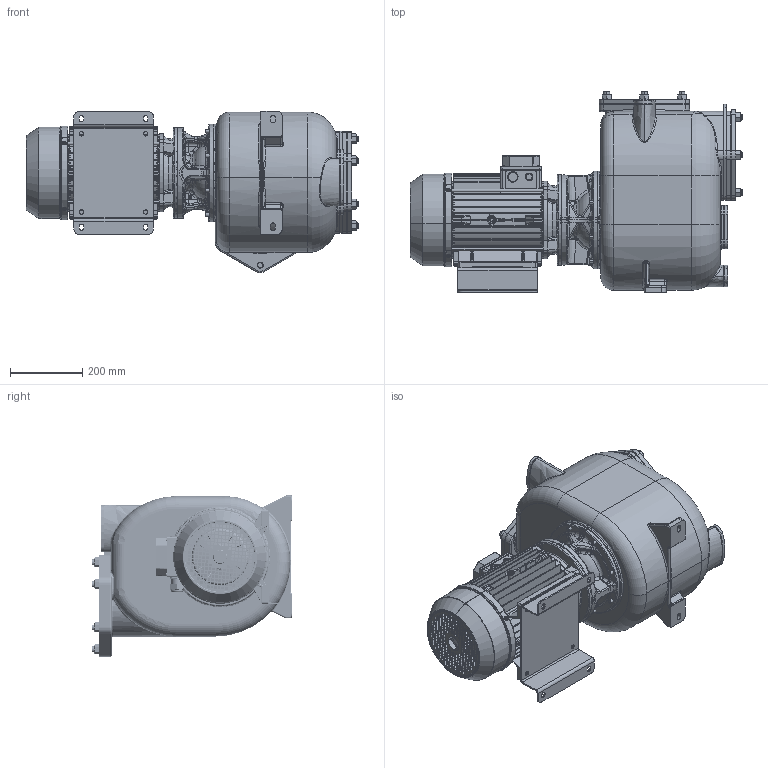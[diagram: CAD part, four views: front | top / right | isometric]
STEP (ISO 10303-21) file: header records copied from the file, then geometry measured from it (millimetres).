
FILE_DESCRIPTION((''),'2;1');
FILE_NAME('S150_T_ASM','2020-08-03T16:26:23',('Nicola'),(''),'CREO PARAMETRIC BY PTC INC, 2019471','CREO PARAMETRIC BY PTC INC, 2019471','');
FILE_SCHEMA(('AUTOMOTIVE_DESIGN { 1 0 10303 214 1 1 1 1 }'));
Products named in the file (22): CORPO_S150_G; GUARNIZIONE_CORPO_S_85_E; GUARNIZIONE_FLANGIA_S150_N; FLANGIA_S150_S; PRIG_M16X35_S; DADO_MEDIO_PG_M16; FLANGIA_MAND_S150_G_R6_ASM; VALVOLA_S150_N_; PORTAVALVOLA_S150_G_R6; PRIG_M16X50_S; PORTAVALVOLA_S150_G_R6_ASM; PORTAMOTORE_S150_3_II_G; DBA_PORTAM_TENUTA_D40_3_S150_ASM; GUARNIZIONE_PORTINA_S_40_V; GUARN_PORTINA_S100_V; PORTINA_S_40_S; PORTINA_S100_S; PRIG_M10X22_S; S150_G_ASM; MOTORE_SOGA_MO_132M_T114_B3; PIEDE_MOTORE_S_150_132M_S; S150_T_ASM
Assembly tree (52 placements, depth 4):
  S150_T_ASM
    S150_G_ASM
      CORPO_S150_G
      GUARNIZIONE_CORPO_S_85_E
      FLANGIA_MAND_S150_G_R6_ASM
        GUARNIZIONE_FLANGIA_S150_N
        FLANGIA_S150_S
        PRIG_M16X35_S  x6
        DADO_MEDIO_PG_M16  x6
      PORTAVALVOLA_S150_G_R6_ASM
        VALVOLA_S150_N_
        PORTAVALVOLA_S150_G_R6
        GUARNIZIONE_FLANGIA_S150_N
        FLANGIA_S150_S
        PRIG_M16X50_S  x6
        DADO_MEDIO_PG_M16  x6
      DBA_PORTAM_TENUTA_D40_3_S150_ASM
        PORTAMOTORE_S150_3_II_G
      GUARNIZIONE_PORTINA_S_40_V  x2
      GUARN_PORTINA_S100_V
      PORTINA_S_40_S  x2
      PORTINA_S100_S
      PRIG_M10X22_S  x7
    MOTORE_SOGA_MO_132M_T114_B3
    PIEDE_MOTORE_S_150_132M_S
Bounding box: 917.5 x 555 x 445.47 mm (x, y, z)
Volume: 59862532 mm3; surface area: 3536443.5 mm2
Topology: 51 solids, 168 shells, 5015 faces, 14250 edges, 9274 vertices
Faces by surface type: plane 1965, cylinder 1427, bspline 725, cone 438, torus 332, sphere 102, revolution 14, extrusion 12
Entity records: 265185 total; most frequent: CARTESIAN_POINT 115365, ORIENTED_EDGE 23275, DIRECTION 20990, EDGE_CURVE 12643, PRESENTATION_STYLE_ASSIGNMENT 9327, STYLED_ITEM 9327, VERTEX_POINT 8338, AXIS2_PLACEMENT_3D 7252
